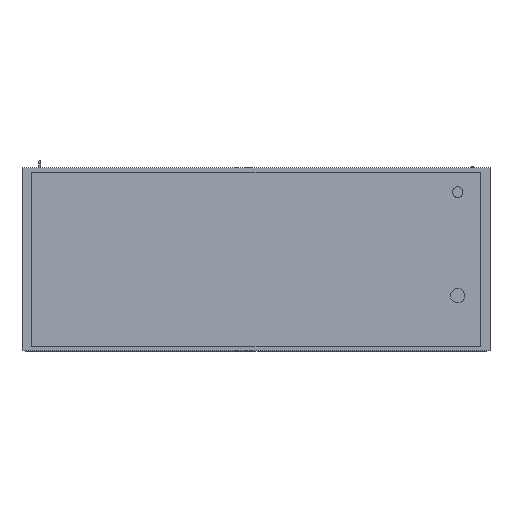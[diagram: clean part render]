
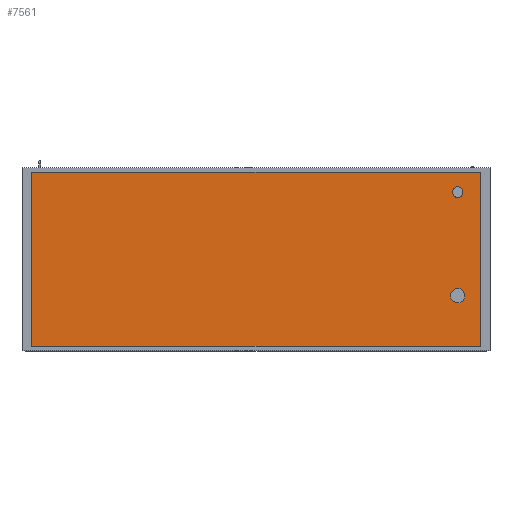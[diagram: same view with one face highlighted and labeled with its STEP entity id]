
A CAD part, front view. The second image highlights one B-rep face of the part: STEP entity #7561.
In plain terms, the highlighted planar face has unit normal (0, -1, 0).
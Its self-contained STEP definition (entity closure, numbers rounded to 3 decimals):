
#116=FACE_BOUND('',#990,.T.);
#117=FACE_BOUND('',#991,.T.);
#137=PLANE('',#8098);
#527=FACE_OUTER_BOUND('',#989,.T.);
#989=EDGE_LOOP('',(#5352,#5353,#5354,#5355));
#990=EDGE_LOOP('',(#5356,#5357));
#991=EDGE_LOOP('',(#5358,#5359));
#1459=LINE('',#10937,#2386);
#1463=LINE('',#10945,#2390);
#1466=LINE('',#10951,#2393);
#1469=LINE('',#10956,#2396);
#2386=VECTOR('',#8755,10.);
#2390=VECTOR('',#8761,10.);
#2393=VECTOR('',#8766,10.);
#2396=VECTOR('',#8771,10.);
#3301=CIRCLE('',#8079,20.);
#3302=CIRCLE('',#8080,20.);
#3305=CIRCLE('',#8085,27.5);
#3306=CIRCLE('',#8086,27.5);
#3467=VERTEX_POINT('',#10892);
#3468=VERTEX_POINT('',#10894);
#3471=VERTEX_POINT('',#10903);
#3472=VERTEX_POINT('',#10905);
#3481=VERTEX_POINT('',#10935);
#3482=VERTEX_POINT('',#10936);
#3485=VERTEX_POINT('',#10944);
#3487=VERTEX_POINT('',#10950);
#4202=EDGE_CURVE('',#3468,#3467,#3301,.T.);
#4203=EDGE_CURVE('',#3467,#3468,#3302,.T.);
#4207=EDGE_CURVE('',#3472,#3471,#3305,.T.);
#4208=EDGE_CURVE('',#3471,#3472,#3306,.T.);
#4221=EDGE_CURVE('',#3481,#3482,#1459,.T.);
#4225=EDGE_CURVE('',#3485,#3481,#1463,.T.);
#4228=EDGE_CURVE('',#3487,#3485,#1466,.T.);
#4231=EDGE_CURVE('',#3482,#3487,#1469,.T.);
#5352=ORIENTED_EDGE('',*,*,#4231,.F.);
#5353=ORIENTED_EDGE('',*,*,#4221,.F.);
#5354=ORIENTED_EDGE('',*,*,#4225,.F.);
#5355=ORIENTED_EDGE('',*,*,#4228,.F.);
#5356=ORIENTED_EDGE('',*,*,#4202,.T.);
#5357=ORIENTED_EDGE('',*,*,#4203,.T.);
#5358=ORIENTED_EDGE('',*,*,#4207,.T.);
#5359=ORIENTED_EDGE('',*,*,#4208,.T.);
#7561=ADVANCED_FACE('',(#527,#116,#117),#137,.F.);
#8079=AXIS2_PLACEMENT_3D('',#10895,#8712,#8713);
#8080=AXIS2_PLACEMENT_3D('',#10896,#8714,#8715);
#8085=AXIS2_PLACEMENT_3D('',#10906,#8725,#8726);
#8086=AXIS2_PLACEMENT_3D('',#10907,#8727,#8728);
#8098=AXIS2_PLACEMENT_3D('',#10959,#8775,#8776);
#8712=DIRECTION('center_axis',(0.,1.,0.));
#8713=DIRECTION('ref_axis',(1.,0.,0.));
#8714=DIRECTION('center_axis',(0.,1.,0.));
#8715=DIRECTION('ref_axis',(1.,0.,0.));
#8725=DIRECTION('center_axis',(0.,1.,0.));
#8726=DIRECTION('ref_axis',(1.,0.,0.));
#8727=DIRECTION('center_axis',(0.,1.,0.));
#8728=DIRECTION('ref_axis',(1.,0.,0.));
#8755=DIRECTION('',(0.,0.,1.));
#8761=DIRECTION('',(-1.,0.,0.));
#8766=DIRECTION('',(0.,0.,-1.));
#8771=DIRECTION('',(1.,0.,0.));
#8775=DIRECTION('center_axis',(0.,1.,0.));
#8776=DIRECTION('ref_axis',(0.,0.,1.));
#10892=CARTESIAN_POINT('',(745.,0.,255.));
#10894=CARTESIAN_POINT('',(785.,0.,255.));
#10895=CARTESIAN_POINT('Origin',(765.,0.,255.));
#10896=CARTESIAN_POINT('Origin',(765.,0.,255.));
#10903=CARTESIAN_POINT('',(737.5,0.,-138.));
#10905=CARTESIAN_POINT('',(792.5,0.,-138.));
#10906=CARTESIAN_POINT('Origin',(765.,0.,-138.));
#10907=CARTESIAN_POINT('Origin',(765.,0.,-138.));
#10935=CARTESIAN_POINT('',(-850.,0.,-330.));
#10936=CARTESIAN_POINT('',(-850.,0.,330.));
#10937=CARTESIAN_POINT('',(-850.,0.,-330.));
#10944=CARTESIAN_POINT('',(850.,0.,-330.));
#10945=CARTESIAN_POINT('',(850.,0.,-330.));
#10950=CARTESIAN_POINT('',(850.,0.,330.));
#10951=CARTESIAN_POINT('',(850.,0.,330.));
#10956=CARTESIAN_POINT('',(-850.,0.,330.));
#10959=CARTESIAN_POINT('Origin',(0.,0.,0.));
